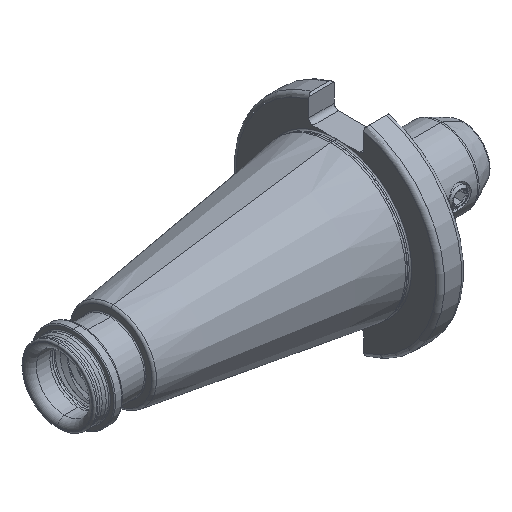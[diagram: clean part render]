
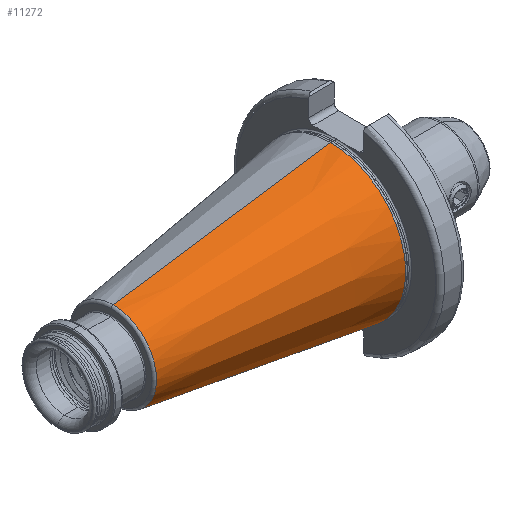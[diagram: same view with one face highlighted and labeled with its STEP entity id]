
A CAD part, isometric view. The second image highlights one B-rep face of the part: STEP entity #11272.
In plain terms, the highlighted conical face has half-angle 8.297 degrees and reference radius 35.027 mm.
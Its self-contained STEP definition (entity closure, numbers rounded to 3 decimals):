
#259 = VERTEX_POINT ( 'NONE', #15023 ) ;
#275 = VERTEX_POINT ( 'NONE', #14989 ) ;
#341 = VERTEX_POINT ( 'NONE', #15082 ) ;
#362 = VERTEX_POINT ( 'NONE', #15147 ) ;
#1341 = DIRECTION ( 'NONE',  ( 1., 0., 0. ) ) ;
#1371 = DIRECTION ( 'NONE',  ( 0., 0., -1. ) ) ;
#1380 = CARTESIAN_POINT ( 'NONE',  ( -8.5, 0., 0. ) ) ;
#3626 = FACE_OUTER_BOUND ( 'NONE', #13521, .T. ) ;
#3683 = CONICAL_SURFACE ( 'NONE', #5548, 35.027, 0.145 ) ;
#4156 = VECTOR ( 'NONE', #10765, 1000. ) ;
#4171 = LINE ( 'NONE', #10747, #4156 ) ;
#5548 = AXIS2_PLACEMENT_3D ( 'NONE', #1380, #1341, #1371 ) ;
#5900 = AXIS2_PLACEMENT_3D ( 'NONE', #14427, #14422, #14404 ) ;
#5982 = AXIS2_PLACEMENT_3D ( 'NONE', #14220, #14206, #14222 ) ;
#8080 = EDGE_CURVE ( 'NONE', #259, #362, #13443, .T. ) ;
#8110 = EDGE_CURVE ( 'NONE', #341, #275, #13456, .T. ) ;
#8373 = EDGE_CURVE ( 'NONE', #259, #341, #16266, .T. ) ;
#8393 = EDGE_CURVE ( 'NONE', #362, #275, #4171, .T. ) ;
#10684 = DIRECTION ( 'NONE',  ( 0.99, 0., -0.144 ) ) ;
#10713 = CARTESIAN_POINT ( 'NONE',  ( -8.5, 0., -35.027 ) ) ;
#10747 = CARTESIAN_POINT ( 'NONE',  ( -8.5, 0., 35.027 ) ) ;
#10765 = DIRECTION ( 'NONE',  ( 0.99, 0., 0.144 ) ) ;
#11272 = ADVANCED_FACE ( 'NONE', ( #3626 ), #3683, .T. ) ;
#12212 = ORIENTED_EDGE ( 'NONE', *, *, #8393, .F. ) ;
#12239 = ORIENTED_EDGE ( 'NONE', *, *, #8373, .T. ) ;
#12266 = ORIENTED_EDGE ( 'NONE', *, *, #8080, .F. ) ;
#12273 = ORIENTED_EDGE ( 'NONE', *, *, #8110, .T. ) ;
#13443 = CIRCLE ( 'NONE', #5982, 20.207 ) ;
#13456 = CIRCLE ( 'NONE', #5900, 35.027 ) ;
#13521 = EDGE_LOOP ( 'NONE', ( #12212, #12266, #12239, #12273 ) ) ;
#14206 = DIRECTION ( 'NONE',  ( -1., 0., 0. ) ) ;
#14220 = CARTESIAN_POINT ( 'NONE',  ( -110.123, 0., 0. ) ) ;
#14222 = DIRECTION ( 'NONE',  ( 0., 0., 1. ) ) ;
#14404 = DIRECTION ( 'NONE',  ( 0., 0., 1. ) ) ;
#14422 = DIRECTION ( 'NONE',  ( -1., 0., 0. ) ) ;
#14427 = CARTESIAN_POINT ( 'NONE',  ( -8.5, 0., 0. ) ) ;
#14989 = CARTESIAN_POINT ( 'NONE',  ( -8.5, 0., 35.027 ) ) ;
#15023 = CARTESIAN_POINT ( 'NONE',  ( -110.123, 0., -20.207 ) ) ;
#15082 = CARTESIAN_POINT ( 'NONE',  ( -8.5, 0., -35.027 ) ) ;
#15147 = CARTESIAN_POINT ( 'NONE',  ( -110.123, 0., 20.207 ) ) ;
#16266 = LINE ( 'NONE', #10713, #16267 ) ;
#16267 = VECTOR ( 'NONE', #10684, 1000. ) ;
